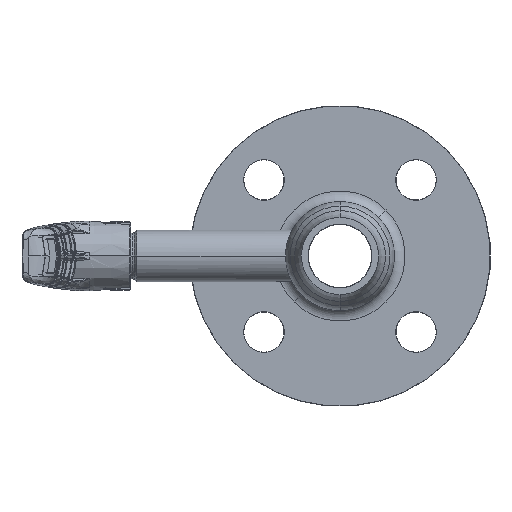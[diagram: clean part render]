
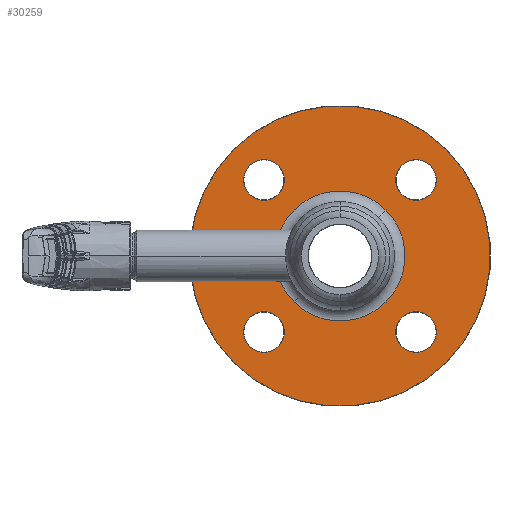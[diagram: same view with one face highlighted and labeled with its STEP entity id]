
A CAD part, left-side view. The second image highlights one B-rep face of the part: STEP entity #30259.
In plain terms, the highlighted planar face has unit normal (-1, 0, 0).
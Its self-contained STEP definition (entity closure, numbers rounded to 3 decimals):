
#605 = AXIS2_PLACEMENT_3D ( 'NONE', #25878, #976, #49987 ) ;
#884 = DIRECTION ( 'NONE',  ( 1., 0., 0. ) ) ;
#976 = DIRECTION ( 'NONE',  ( -1., 0., 0. ) ) ;
#1300 = VERTEX_POINT ( 'NONE', #37367 ) ;
#1377 = DIRECTION ( 'NONE',  ( 0., -0.707, 0.707 ) ) ;
#1857 = FACE_BOUND ( 'NONE', #59265, .T. ) ;
#3951 = CARTESIAN_POINT ( 'NONE',  ( 57., 37.052, -37.052 ) ) ;
#4807 = VERTEX_POINT ( 'NONE', #6610 ) ;
#5448 = AXIS2_PLACEMENT_3D ( 'NONE', #64272, #45005, #64065 ) ;
#5569 = DIRECTION ( 'NONE',  ( 0., -0.707, 0.707 ) ) ;
#5847 = CARTESIAN_POINT ( 'NONE',  ( 57., -31.537, -21.496 ) ) ;
#6194 = CIRCLE ( 'NONE', #61164, 7.1 ) ;
#6564 = FACE_OUTER_BOUND ( 'NONE', #51904, .T. ) ;
#6610 = CARTESIAN_POINT ( 'NONE',  ( 57., -31.537, 31.537 ) ) ;
#6761 = ORIENTED_EDGE ( 'NONE', *, *, #60549, .T. ) ;
#7743 = PLANE ( 'NONE',  #32007 ) ;
#8224 = EDGE_CURVE ( 'NONE', #9788, #53128, #33365, .T. ) ;
#8396 = CARTESIAN_POINT ( 'NONE',  ( 57., 0., 0. ) ) ;
#8405 = CARTESIAN_POINT ( 'NONE',  ( 57., 31.537, 21.496 ) ) ;
#9788 = VERTEX_POINT ( 'NONE', #33679 ) ;
#11427 = CARTESIAN_POINT ( 'NONE',  ( 57., 0., 0. ) ) ;
#11646 = DIRECTION ( 'NONE',  ( 0., -0.707, 0.707 ) ) ;
#11739 = CIRCLE ( 'NONE', #28423, 7.1 ) ;
#11872 = VERTEX_POINT ( 'NONE', #26860 ) ;
#14123 = EDGE_LOOP ( 'NONE', ( #36637, #27736 ) ) ;
#14267 = ORIENTED_EDGE ( 'NONE', *, *, #17474, .T. ) ;
#14466 = VERTEX_POINT ( 'NONE', #42194 ) ;
#14998 = ORIENTED_EDGE ( 'NONE', *, *, #20845, .T. ) ;
#15381 = CARTESIAN_POINT ( 'NONE',  ( 57., 21.496, 31.537 ) ) ;
#16220 = ORIENTED_EDGE ( 'NONE', *, *, #55524, .T. ) ;
#16555 = DIRECTION ( 'NONE',  ( 1., 0., 0. ) ) ;
#17111 = AXIS2_PLACEMENT_3D ( 'NONE', #30803, #884, #20302 ) ;
#17156 = EDGE_CURVE ( 'NONE', #53128, #9788, #44188, .T. ) ;
#17397 = AXIS2_PLACEMENT_3D ( 'NONE', #8396, #18855, #23257 ) ;
#17474 = EDGE_CURVE ( 'NONE', #54913, #1300, #19805, .T. ) ;
#18855 = DIRECTION ( 'NONE',  ( 1., 0., 0. ) ) ;
#19083 = VERTEX_POINT ( 'NONE', #3951 ) ;
#19215 = EDGE_CURVE ( 'NONE', #11872, #4807, #29755, .T. ) ;
#19411 = CIRCLE ( 'NONE', #5448, 52.4 ) ;
#19805 = CIRCLE ( 'NONE', #23735, 7.1 ) ;
#20089 = ORIENTED_EDGE ( 'NONE', *, *, #20181, .T. ) ;
#20181 = EDGE_CURVE ( 'NONE', #19083, #14466, #19411, .T. ) ;
#20302 = DIRECTION ( 'NONE',  ( 0., -0.707, 0.707 ) ) ;
#20845 = EDGE_CURVE ( 'NONE', #55049, #32951, #36584, .T. ) ;
#20970 = DIRECTION ( 'NONE',  ( 0., -0.707, 0.707 ) ) ;
#21469 = DIRECTION ( 'NONE',  ( 1., 0., 0. ) ) ;
#23257 = DIRECTION ( 'NONE',  ( 0., -0.707, 0.707 ) ) ;
#23735 = AXIS2_PLACEMENT_3D ( 'NONE', #57167, #21469, #11646 ) ;
#23752 = DIRECTION ( 'NONE',  ( 0., -0.707, 0.707 ) ) ;
#23861 = CARTESIAN_POINT ( 'NONE',  ( 57., 26.517, 26.517 ) ) ;
#24945 = CARTESIAN_POINT ( 'NONE',  ( 57., 26.517, 26.517 ) ) ;
#25878 = CARTESIAN_POINT ( 'NONE',  ( 57., 0., 0. ) ) ;
#25944 = EDGE_CURVE ( 'NONE', #1300, #54913, #6194, .T. ) ;
#26860 = CARTESIAN_POINT ( 'NONE',  ( 57., -21.496, 21.496 ) ) ;
#27736 = ORIENTED_EDGE ( 'NONE', *, *, #8224, .T. ) ;
#27982 = VERTEX_POINT ( 'NONE', #15381 ) ;
#28423 = AXIS2_PLACEMENT_3D ( 'NONE', #24945, #35000, #29542 ) ;
#28796 = CARTESIAN_POINT ( 'NONE',  ( 57., -26.517, 26.517 ) ) ;
#29542 = DIRECTION ( 'NONE',  ( 0., -0.707, 0.707 ) ) ;
#29755 = CIRCLE ( 'NONE', #17111, 7.1 ) ;
#30259 = ADVANCED_FACE ( 'NONE', ( #1857, #30788, #60586, #42518, #6564, #38615 ), #7743, .F. ) ;
#30317 = CIRCLE ( 'NONE', #605, 52.4 ) ;
#30788 = FACE_BOUND ( 'NONE', #57319, .T. ) ;
#30803 = CARTESIAN_POINT ( 'NONE',  ( 57., -26.517, 26.517 ) ) ;
#30921 = CARTESIAN_POINT ( 'NONE',  ( 57., -26.517, -26.517 ) ) ;
#31948 = CIRCLE ( 'NONE', #48176, 7.1 ) ;
#32007 = AXIS2_PLACEMENT_3D ( 'NONE', #47556, #58503, #63086 ) ;
#32951 = VERTEX_POINT ( 'NONE', #51764 ) ;
#33365 = CIRCLE ( 'NONE', #40702, 22.685 ) ;
#33679 = CARTESIAN_POINT ( 'NONE',  ( 57., 16.041, -16.041 ) ) ;
#34248 = ORIENTED_EDGE ( 'NONE', *, *, #53682, .T. ) ;
#35000 = DIRECTION ( 'NONE',  ( 1., 0., 0. ) ) ;
#35521 = AXIS2_PLACEMENT_3D ( 'NONE', #30921, #55481, #5569 ) ;
#36584 = CIRCLE ( 'NONE', #54273, 7.1 ) ;
#36637 = ORIENTED_EDGE ( 'NONE', *, *, #17156, .T. ) ;
#37367 = CARTESIAN_POINT ( 'NONE',  ( 57., 21.496, -21.496 ) ) ;
#38615 = FACE_BOUND ( 'NONE', #14123, .T. ) ;
#38955 = DIRECTION ( 'NONE',  ( 1., 0., 0. ) ) ;
#39491 = CARTESIAN_POINT ( 'NONE',  ( 57., 31.537, -31.537 ) ) ;
#39796 = ORIENTED_EDGE ( 'NONE', *, *, #50381, .T. ) ;
#40702 = AXIS2_PLACEMENT_3D ( 'NONE', #11427, #51480, #1377 ) ;
#40807 = CIRCLE ( 'NONE', #64755, 7.1 ) ;
#41077 = EDGE_CURVE ( 'NONE', #59309, #27982, #11739, .T. ) ;
#41134 = ORIENTED_EDGE ( 'NONE', *, *, #41077, .T. ) ;
#41191 = CARTESIAN_POINT ( 'NONE',  ( 57., -26.517, -26.517 ) ) ;
#42194 = CARTESIAN_POINT ( 'NONE',  ( 57., -37.052, 37.052 ) ) ;
#42518 = FACE_BOUND ( 'NONE', #47376, .T. ) ;
#43080 = CIRCLE ( 'NONE', #35521, 7.1 ) ;
#44188 = CIRCLE ( 'NONE', #17397, 22.685 ) ;
#45005 = DIRECTION ( 'NONE',  ( -1., 0., 0. ) ) ;
#46232 = DIRECTION ( 'NONE',  ( 1., 0., 0. ) ) ;
#47376 = EDGE_LOOP ( 'NONE', ( #34248, #14998 ) ) ;
#47556 = CARTESIAN_POINT ( 'NONE',  ( 57., -16.041, -16.041 ) ) ;
#48176 = AXIS2_PLACEMENT_3D ( 'NONE', #23861, #38955, #58701 ) ;
#49987 = DIRECTION ( 'NONE',  ( 0., -0.707, 0.707 ) ) ;
#50006 = ORIENTED_EDGE ( 'NONE', *, *, #19215, .T. ) ;
#50381 = EDGE_CURVE ( 'NONE', #14466, #19083, #30317, .T. ) ;
#50988 = CARTESIAN_POINT ( 'NONE',  ( 57., 26.517, -26.517 ) ) ;
#51299 = DIRECTION ( 'NONE',  ( 0., -0.707, 0.707 ) ) ;
#51480 = DIRECTION ( 'NONE',  ( 1., 0., 0. ) ) ;
#51764 = CARTESIAN_POINT ( 'NONE',  ( 57., -21.496, -31.537 ) ) ;
#51904 = EDGE_LOOP ( 'NONE', ( #39796, #20089 ) ) ;
#53128 = VERTEX_POINT ( 'NONE', #62720 ) ;
#53682 = EDGE_CURVE ( 'NONE', #32951, #55049, #43080, .T. ) ;
#54208 = DIRECTION ( 'NONE',  ( 1., 0., 0. ) ) ;
#54273 = AXIS2_PLACEMENT_3D ( 'NONE', #41191, #46232, #51299 ) ;
#54913 = VERTEX_POINT ( 'NONE', #39491 ) ;
#55049 = VERTEX_POINT ( 'NONE', #5847 ) ;
#55481 = DIRECTION ( 'NONE',  ( 1., 0., 0. ) ) ;
#55524 = EDGE_CURVE ( 'NONE', #27982, #59309, #31948, .T. ) ;
#57167 = CARTESIAN_POINT ( 'NONE',  ( 57., 26.517, -26.517 ) ) ;
#57319 = EDGE_LOOP ( 'NONE', ( #41134, #16220 ) ) ;
#58346 = EDGE_LOOP ( 'NONE', ( #50006, #6761 ) ) ;
#58369 = ORIENTED_EDGE ( 'NONE', *, *, #25944, .T. ) ;
#58503 = DIRECTION ( 'NONE',  ( 1., 0., 0. ) ) ;
#58701 = DIRECTION ( 'NONE',  ( 0., -0.707, 0.707 ) ) ;
#59265 = EDGE_LOOP ( 'NONE', ( #14267, #58369 ) ) ;
#59309 = VERTEX_POINT ( 'NONE', #8405 ) ;
#60549 = EDGE_CURVE ( 'NONE', #4807, #11872, #40807, .T. ) ;
#60586 = FACE_BOUND ( 'NONE', #58346, .T. ) ;
#61164 = AXIS2_PLACEMENT_3D ( 'NONE', #50988, #16555, #20970 ) ;
#62720 = CARTESIAN_POINT ( 'NONE',  ( 57., -16.041, 16.041 ) ) ;
#63086 = DIRECTION ( 'NONE',  ( 0., -0.707, 0.707 ) ) ;
#64065 = DIRECTION ( 'NONE',  ( 0., -0.707, 0.707 ) ) ;
#64272 = CARTESIAN_POINT ( 'NONE',  ( 57., 0., 0. ) ) ;
#64755 = AXIS2_PLACEMENT_3D ( 'NONE', #28796, #54208, #23752 ) ;
